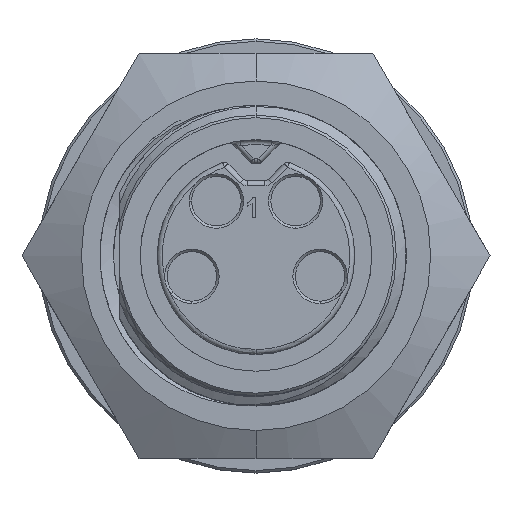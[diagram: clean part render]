
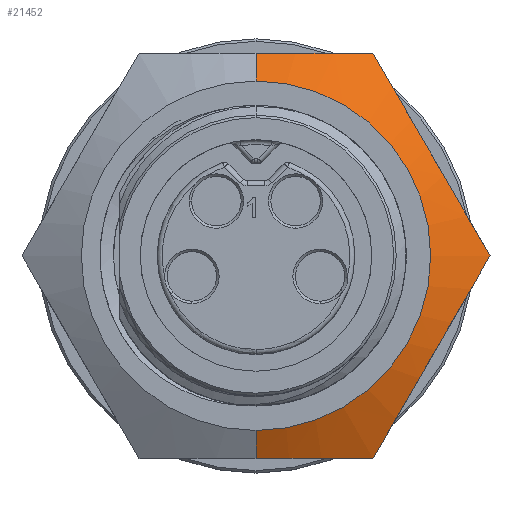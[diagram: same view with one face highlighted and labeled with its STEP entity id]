
A CAD part, top view. The second image highlights one B-rep face of the part: STEP entity #21452.
In plain terms, the highlighted conical face has half-angle 61.689 degrees and reference radius 11.926 mm.
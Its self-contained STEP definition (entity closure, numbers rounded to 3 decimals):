
#429 = CARTESIAN_POINT ( 'NONE',  ( 10.929, 1.696, -1.146 ) ) ;
#461 = CARTESIAN_POINT ( 'NONE',  ( 0., -10.312, -0.766 ) ) ;
#936 = VERTEX_POINT ( 'NONE', #15541 ) ;
#1890 = CARTESIAN_POINT ( 'NONE',  ( 9.94, -3.408, -0.848 ) ) ;
#1953 = B_SPLINE_CURVE_WITH_KNOTS ( 'NONE', 3,
 ( #24109, #26088, #14150, #1890, #16200, #4004, #18234, #6071, #20222, #8112, #22211, #10147 ),
 .UNSPECIFIED., .F., .F.,
 ( 4, 2, 2, 2, 2, 4 ),
 ( 0., 0.003, 0.006, 0.008, 0.009, 0.012 ),
 .UNSPECIFIED. ) ;
#2574 = CARTESIAN_POINT ( 'NONE',  ( 11.908, 0., -1.626 ) ) ;
#3404 = CARTESIAN_POINT ( 'NONE',  ( 2.511, 10.312, -0.923 ) ) ;
#4004 = CARTESIAN_POINT ( 'NONE',  ( 8.683, -5.586, -0.766 ) ) ;
#4580 = CARTESIAN_POINT ( 'NONE',  ( 5.954, 10.312, -1.626 ) ) ;
#5008 = ORIENTED_EDGE ( 'NONE', *, *, #9539, .F. ) ;
#5025 = EDGE_LOOP ( 'NONE', ( #13222, #23326, #21296, #5008, #16531, #7944, #9015 ) ) ;
#5490 = CARTESIAN_POINT ( 'NONE',  ( 4.98, 10.312, -1.363 ) ) ;
#5651 = EDGE_CURVE ( 'NONE', #12855, #6351, #20386, .T. ) ;
#5660 = CONICAL_SURFACE ( 'NONE', #21475, 11.926, 1.077 ) ;
#5682 = LINE ( 'NONE', #23808, #22398 ) ;
#6017 = EDGE_CURVE ( 'NONE', #20809, #22011, #24499, .T. ) ;
#6071 = CARTESIAN_POINT ( 'NONE',  ( 7.927, -6.894, -0.864 ) ) ;
#6105 = CARTESIAN_POINT ( 'NONE',  ( 0., 0., 0. ) ) ;
#6284 = FACE_OUTER_BOUND ( 'NONE', #5025, .T. ) ;
#6351 = VERTEX_POINT ( 'NONE', #15056 ) ;
#6639 = CARTESIAN_POINT ( 'NONE',  ( 6.932, 8.619, -1.147 ) ) ;
#6672 = CARTESIAN_POINT ( 'NONE',  ( 4.978, -10.312, -1.363 ) ) ;
#7437 = CARTESIAN_POINT ( 'NONE',  ( 0.504, 10.312, -0.766 ) ) ;
#7944 = ORIENTED_EDGE ( 'NONE', *, *, #5651, .F. ) ;
#8112 = CARTESIAN_POINT ( 'NONE',  ( 6.933, -8.616, -1.146 ) ) ;
#8149 = DIRECTION ( 'NONE',  ( 0., 1., 0. ) ) ;
#8507 = CARTESIAN_POINT ( 'NONE',  ( 0., 8.89, 0. ) ) ;
#8685 = CARTESIAN_POINT ( 'NONE',  ( 8.421, 6.039, -0.767 ) ) ;
#9015 = ORIENTED_EDGE ( 'NONE', *, *, #16887, .F. ) ;
#9539 = EDGE_CURVE ( 'NONE', #936, #18494, #1953, .T. ) ;
#9656 = CARTESIAN_POINT ( 'NONE',  ( 0., -10.312, -0.766 ) ) ;
#9757 = DIRECTION ( 'NONE',  ( 0., -0.88, -0.474 ) ) ;
#10147 = CARTESIAN_POINT ( 'NONE',  ( 5.954, -10.312, -1.626 ) ) ;
#10694 = DIRECTION ( 'NONE',  ( 0., 0.88, -0.474 ) ) ;
#10730 = CARTESIAN_POINT ( 'NONE',  ( 9.432, 4.288, -0.786 ) ) ;
#10764 = CARTESIAN_POINT ( 'NONE',  ( 3.995, -10.312, -1.146 ) ) ;
#11160 = LINE ( 'NONE', #18762, #21246 ) ;
#11531 = CARTESIAN_POINT ( 'NONE',  ( 0., 10.312, -0.766 ) ) ;
#12730 = DIRECTION ( 'NONE',  ( 0., 1., 0. ) ) ;
#12766 = CARTESIAN_POINT ( 'NONE',  ( 10.184, 2.986, -0.922 ) ) ;
#12794 = CARTESIAN_POINT ( 'NONE',  ( 1.012, -10.312, -0.766 ) ) ;
#12855 = VERTEX_POINT ( 'NONE', #16988 ) ;
#13064 = EDGE_CURVE ( 'NONE', #20809, #20269, #5682, .T. ) ;
#13222 = ORIENTED_EDGE ( 'NONE', *, *, #6017, .F. ) ;
#13576 = CARTESIAN_POINT ( 'NONE',  ( 1.01, 10.312, -0.786 ) ) ;
#14150 = CARTESIAN_POINT ( 'NONE',  ( 10.93, -1.694, -1.147 ) ) ;
#14721 = CARTESIAN_POINT ( 'NONE',  ( 6.441, 9.468, -1.363 ) ) ;
#14812 = CARTESIAN_POINT ( 'NONE',  ( 11.42, 0.845, -1.363 ) ) ;
#14962 = DIRECTION ( 'NONE',  ( 0., 0., -1. ) ) ;
#15056 = CARTESIAN_POINT ( 'NONE',  ( 5.954, 10.312, -1.626 ) ) ;
#15541 = CARTESIAN_POINT ( 'NONE',  ( 11.908, 0., -1.626 ) ) ;
#15618 = CARTESIAN_POINT ( 'NONE',  ( 2.013, 10.312, -0.865 ) ) ;
#15945 = AXIS2_PLACEMENT_3D ( 'NONE', #6105, #20260, #8149 ) ;
#16200 = CARTESIAN_POINT ( 'NONE',  ( 9.44, -4.274, -0.767 ) ) ;
#16531 = ORIENTED_EDGE ( 'NONE', *, *, #22047, .F. ) ;
#16821 = CARTESIAN_POINT ( 'NONE',  ( 0., 0., -1.635 ) ) ;
#16864 = CARTESIAN_POINT ( 'NONE',  ( 5.954, -10.312, -1.626 ) ) ;
#16887 = EDGE_CURVE ( 'NONE', #22011, #12855, #11160, .T. ) ;
#16988 = CARTESIAN_POINT ( 'NONE',  ( 0., 10.312, -0.766 ) ) ;
#17650 = CARTESIAN_POINT ( 'NONE',  ( 3.998, 10.312, -1.147 ) ) ;
#18234 = CARTESIAN_POINT ( 'NONE',  ( 8.429, -6.025, -0.786 ) ) ;
#18494 = VERTEX_POINT ( 'NONE', #16864 ) ;
#18762 = CARTESIAN_POINT ( 'NONE',  ( 0., 11.926, -1.635 ) ) ;
#19675 = CARTESIAN_POINT ( 'NONE',  ( 5.954, 10.312, -1.626 ) ) ;
#20222 = CARTESIAN_POINT ( 'NONE',  ( 7.678, -7.326, -0.922 ) ) ;
#20260 = DIRECTION ( 'NONE',  ( 0., 0., 1. ) ) ;
#20269 = VERTEX_POINT ( 'NONE', #9656 ) ;
#20386 = B_SPLINE_CURVE_WITH_KNOTS ( 'NONE', 3,
 ( #11531, #7437, #13576, #15618, #3404, #17650, #5490, #19675 ),
 .UNSPECIFIED., .F., .F.,
 ( 4, 2, 2, 4 ),
 ( 0.006, 0.008, 0.009, 0.012 ),
 .UNSPECIFIED. ) ;
#20779 = CARTESIAN_POINT ( 'NONE',  ( 7.922, 6.904, -0.848 ) ) ;
#20809 = VERTEX_POINT ( 'NONE', #21900 ) ;
#20812 = CARTESIAN_POINT ( 'NONE',  ( 5.954, -10.312, -1.626 ) ) ;
#21246 = VECTOR ( 'NONE', #10694, 1000. ) ;
#21296 = ORIENTED_EDGE ( 'NONE', *, *, #24475, .F. ) ;
#21452 = ADVANCED_FACE ( 'NONE', ( #6284 ), #5660, .T. ) ;
#21475 = AXIS2_PLACEMENT_3D ( 'NONE', #16821, #14962, #12730 ) ;
#21900 = CARTESIAN_POINT ( 'NONE',  ( 0., -8.89, 0. ) ) ;
#22011 = VERTEX_POINT ( 'NONE', #8507 ) ;
#22047 = EDGE_CURVE ( 'NONE', #6351, #936, #25752, .T. ) ;
#22211 = CARTESIAN_POINT ( 'NONE',  ( 6.442, -9.467, -1.363 ) ) ;
#22398 = VECTOR ( 'NONE', #9757, 1000. ) ;
#22738 = B_SPLINE_CURVE_WITH_KNOTS ( 'NONE', 3,
 ( #20812, #6672, #10764, #24774, #12794, #461 ),
 .UNSPECIFIED., .F., .F.,
 ( 4, 2, 4 ),
 ( 0., 0.003, 0.006 ),
 .UNSPECIFIED. ) ;
#22773 = CARTESIAN_POINT ( 'NONE',  ( 9.179, 4.726, -0.766 ) ) ;
#23326 = ORIENTED_EDGE ( 'NONE', *, *, #13064, .T. ) ;
#23808 = CARTESIAN_POINT ( 'NONE',  ( 0., -11.926, -1.635 ) ) ;
#24109 = CARTESIAN_POINT ( 'NONE',  ( 11.908, 0., -1.626 ) ) ;
#24475 = EDGE_CURVE ( 'NONE', #18494, #20269, #22738, .T. ) ;
#24499 = CIRCLE ( 'NONE', #15945, 8.89 ) ;
#24746 = CARTESIAN_POINT ( 'NONE',  ( 9.934, 3.418, -0.864 ) ) ;
#24774 = CARTESIAN_POINT ( 'NONE',  ( 2.012, -10.312, -0.848 ) ) ;
#25752 = B_SPLINE_CURVE_WITH_KNOTS ( 'NONE', 3,
 ( #4580, #14721, #6639, #20779, #8685, #22773, #10730, #24746, #12766, #429, #14812, #2574 ),
 .UNSPECIFIED., .F., .F.,
 ( 4, 2, 2, 2, 2, 4 ),
 ( 0., 0.003, 0.006, 0.008, 0.009, 0.012 ),
 .UNSPECIFIED. ) ;
#26088 = CARTESIAN_POINT ( 'NONE',  ( 11.42, -0.844, -1.363 ) ) ;
